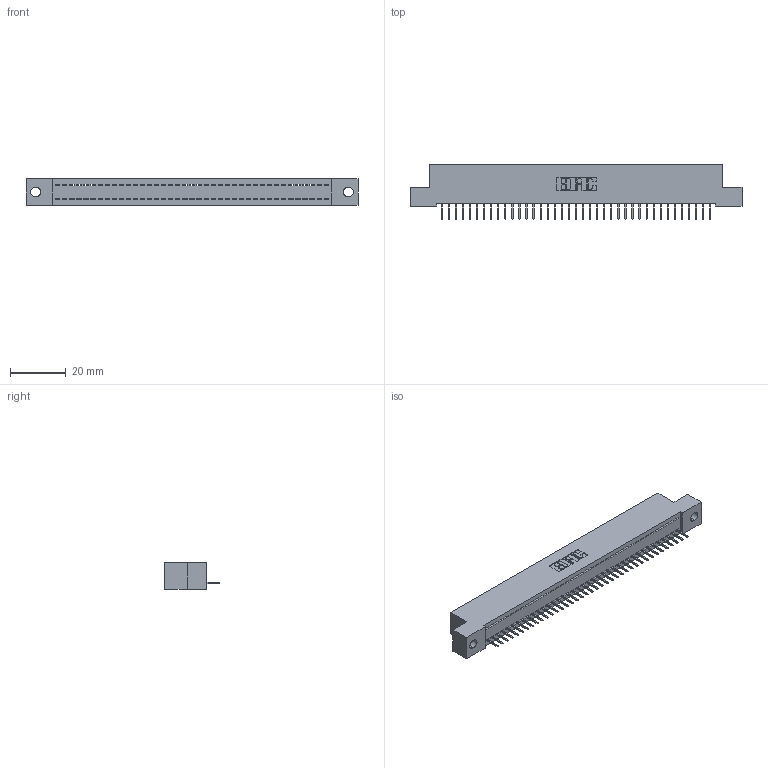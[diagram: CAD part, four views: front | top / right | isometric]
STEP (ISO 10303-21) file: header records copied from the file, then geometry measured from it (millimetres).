
FILE_DESCRIPTION (( 'STEP AP203' ), '1' );
FILE_NAME ('392-039-524-102.STEP', '2019-10-07T19:24:53', ( '' ), ( '' ), 'SwSTEP 2.0', 'SolidWorks 2016', '' );
FILE_SCHEMA (( 'CONFIG_CONTROL_DESIGN' ));
Length unit declared in the file: inch
Products named in the file (3): 342 Part_.128 Slot; 345-292-001_345-293-124; 392-039-524-102
Assembly tree (40 placements, depth 2):
  392-039-524-102
    342 Part_.128 Slot
    345-292-001_345-293-124  x39
Bounding box: 119.38 x 19.69 x 9.4 mm (x, y, z)
Volume: 10250 mm3; surface area: 14276.7 mm2
Topology: 40 solids, 40 shells, 2532 faces, 7331 edges, 4730 vertices
Faces by surface type: plane 1942, cylinder 590
Entity records: 24307 total; most frequent: CARTESIAN_POINT 4199, ORIENTED_EDGE 4174, DIRECTION 3549, EDGE_CURVE 2087, LINE 1963, VECTOR 1963, VERTEX_POINT 1386, AXIS2_PLACEMENT_3D 793
